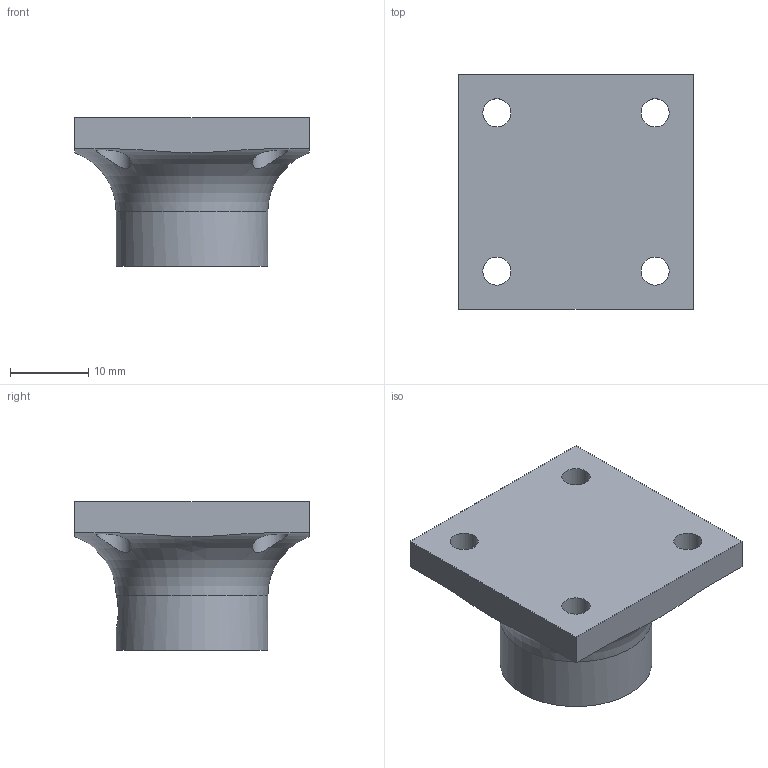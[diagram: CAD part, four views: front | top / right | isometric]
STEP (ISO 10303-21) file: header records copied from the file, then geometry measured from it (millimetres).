
FILE_DESCRIPTION(/* description */ (''),/* implementation_level */ '2;1');
FILE_NAME(/* name */ 'Top Tray Monut v1.step',/* time_stamp */ '2025-12-19T12:46:04+05:30',/* author */ (''),/* organization */ (''),/* preprocessor_version */ 'ST-DEVELOPER v20.1',/* originating_system */ 'Autodesk Translation Framework v14.21.0.0',/* authorisation */ '');
FILE_SCHEMA (('AUTOMOTIVE_DESIGN { 1 0 10303 214 3 1 1 }'));
Length unit declared in the file: millimetre
Products named in the file (1): Top Tray Monut
Bounding box: 30 x 30 x 19 mm (x, y, z)
Volume: 6715.7 mm3; surface area: 4966.8 mm2
Topology: 1 solids, 1 shells, 35 faces, 83 edges, 57 vertices
Faces by surface type: plane 19, cylinder 15, torus 1
Full cylindrical faces by diameter (mm): 3.4 x2, 3.6 x4, 4.5 x5, 9.6 x1, 12.6 x1, 15.4 x1, 19.4 x1
Entity records: 1410 total; most frequent: CARTESIAN_POINT 549, ORIENTED_EDGE 166, DIRECTION 161, EDGE_CURVE 83, AXIS2_PLACEMENT_3D 65, VERTEX_POINT 57, EDGE_LOOP 54, FACE_OUTER_BOUND 35
